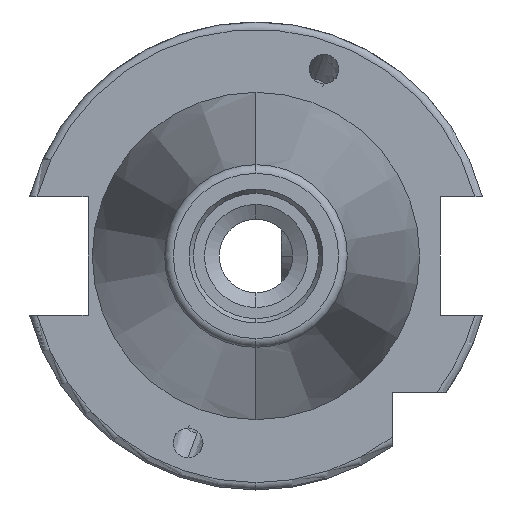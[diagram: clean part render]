
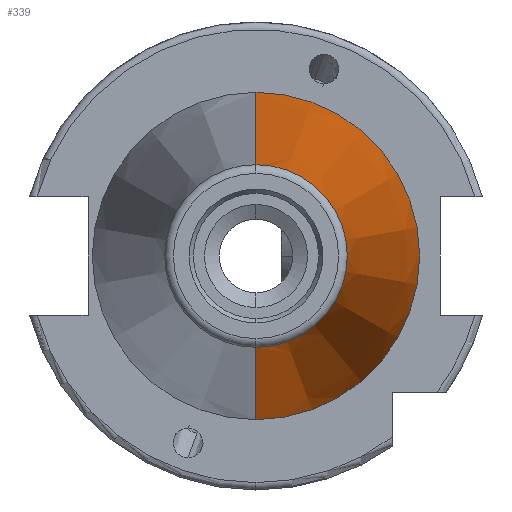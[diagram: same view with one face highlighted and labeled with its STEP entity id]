
A CAD part, left-side view. The second image highlights one B-rep face of the part: STEP entity #339.
In plain terms, the highlighted conical face has half-angle 8.297 degrees and reference radius 22.225 mm.
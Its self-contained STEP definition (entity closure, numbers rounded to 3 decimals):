
#326 = VERTEX_POINT ( 'NONE', #2073 ) ;
#335 = EDGE_CURVE ( 'NONE', #336, #326, #2184, .T. ) ;
#336 = VERTEX_POINT ( 'NONE', #2179 ) ;
#339 = ADVANCED_FACE ( 'NONE', ( #2174 ), #2172, .T. ) ;
#340 = EDGE_LOOP ( 'NONE', ( #341, #345, #558, #559 ) ) ;
#341 = ORIENTED_EDGE ( 'NONE', *, *, #342, .F. ) ;
#342 = EDGE_CURVE ( 'NONE', #343, #344, #2173, .T. ) ;
#343 = VERTEX_POINT ( 'NONE', #2163 ) ;
#344 = VERTEX_POINT ( 'NONE', #2162 ) ;
#345 = ORIENTED_EDGE ( 'NONE', *, *, #346, .T. ) ;
#346 = EDGE_CURVE ( 'NONE', #343, #336, #2097, .T. ) ;
#558 = ORIENTED_EDGE ( 'NONE', *, *, #335, .T. ) ;
#559 = ORIENTED_EDGE ( 'NONE', *, *, #560, .F. ) ;
#560 = EDGE_CURVE ( 'NONE', #344, #326, #2932, .T. ) ;
#2073 = CARTESIAN_POINT ( 'NONE',  ( 0., 0., 22.225 ) ) ;
#2094 = DIRECTION ( 'NONE',  ( 0.99, 0., -0.144 ) ) ;
#2095 = VECTOR ( 'NONE', #2094, 1000. ) ;
#2096 = CARTESIAN_POINT ( 'NONE',  ( 0., 0., -22.225 ) ) ;
#2097 = LINE ( 'NONE', #2096, #2095 ) ;
#2162 = CARTESIAN_POINT ( 'NONE',  ( -67.373, 0., 12.4 ) ) ;
#2163 = CARTESIAN_POINT ( 'NONE',  ( -67.373, 0., -12.4 ) ) ;
#2164 = DIRECTION ( 'NONE',  ( 0., 0., -1. ) ) ;
#2165 = DIRECTION ( 'NONE',  ( -1., 0., 0. ) ) ;
#2166 = CARTESIAN_POINT ( 'NONE',  ( -67.373, 0., 0. ) ) ;
#2167 = AXIS2_PLACEMENT_3D ( 'NONE', #2166, #2165, #2164 ) ;
#2168 = DIRECTION ( 'NONE',  ( 0., 0., 1. ) ) ;
#2169 = DIRECTION ( 'NONE',  ( 1., 0., 0. ) ) ;
#2170 = CARTESIAN_POINT ( 'NONE',  ( 0., 0., 0. ) ) ;
#2171 = AXIS2_PLACEMENT_3D ( 'NONE', #2170, #2169, #2168 ) ;
#2172 = CONICAL_SURFACE ( 'NONE', #2171, 22.225, 0.145 ) ;
#2173 = CIRCLE ( 'NONE', #2167, 12.4 ) ;
#2174 = FACE_OUTER_BOUND ( 'NONE', #340, .T. ) ;
#2179 = CARTESIAN_POINT ( 'NONE',  ( 0., 0., -22.225 ) ) ;
#2180 = DIRECTION ( 'NONE',  ( 0., 0., -1. ) ) ;
#2181 = DIRECTION ( 'NONE',  ( -1., 0., 0. ) ) ;
#2182 = CARTESIAN_POINT ( 'NONE',  ( 0., 0., 0. ) ) ;
#2183 = AXIS2_PLACEMENT_3D ( 'NONE', #2182, #2181, #2180 ) ;
#2184 = CIRCLE ( 'NONE', #2183, 22.225 ) ;
#2929 = DIRECTION ( 'NONE',  ( 0.99, 0., 0.144 ) ) ;
#2930 = VECTOR ( 'NONE', #2929, 1000. ) ;
#2931 = CARTESIAN_POINT ( 'NONE',  ( 0., 0., 22.225 ) ) ;
#2932 = LINE ( 'NONE', #2931, #2930 ) ;
